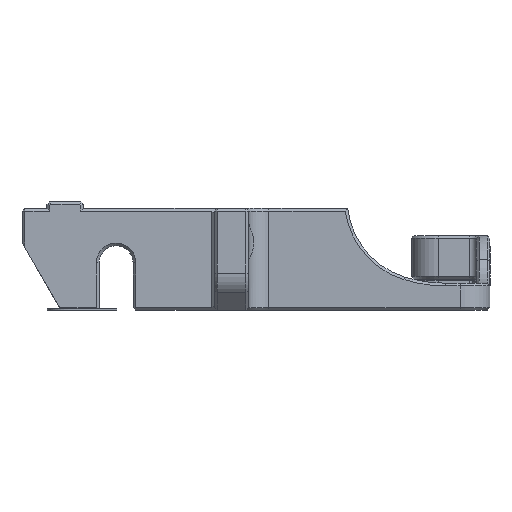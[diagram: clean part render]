
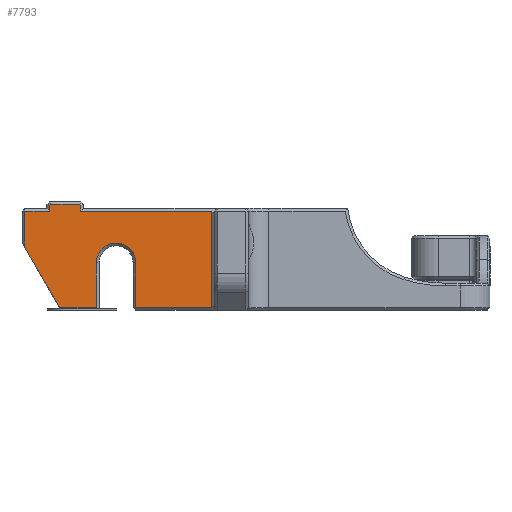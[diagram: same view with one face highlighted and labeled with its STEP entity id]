
A CAD part, left-side view. The second image highlights one B-rep face of the part: STEP entity #7793.
In plain terms, the highlighted face is planar.
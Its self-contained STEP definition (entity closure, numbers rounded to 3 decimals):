
#327=CIRCLE('',#8375,2.9);
#698=FACE_OUTER_BOUND('',#1167,.T.);
#1167=EDGE_LOOP('',(#5847,#5848,#5849,#5850,#5851,#5852,#5853,#5854,#5855,
#5856,#5857,#5858,#5859,#5860,#5861));
#1808=LINE('',#12416,#2651);
#1810=LINE('',#12420,#2653);
#1811=LINE('',#12422,#2654);
#1812=LINE('',#12424,#2655);
#1813=LINE('',#12426,#2656);
#1814=LINE('',#12428,#2657);
#1815=LINE('',#12430,#2658);
#1816=LINE('',#12432,#2659);
#1817=LINE('',#12434,#2660);
#1818=LINE('',#12436,#2661);
#1819=LINE('',#12438,#2662);
#1820=LINE('',#12440,#2663);
#1821=LINE('',#12444,#2664);
#1822=LINE('',#12445,#2665);
#2651=VECTOR('',#9685,10.);
#2653=VECTOR('',#9689,10.);
#2654=VECTOR('',#9690,10.);
#2655=VECTOR('',#9691,10.);
#2656=VECTOR('',#9692,10.);
#2657=VECTOR('',#9693,10.);
#2658=VECTOR('',#9694,10.);
#2659=VECTOR('',#9695,10.);
#2660=VECTOR('',#9696,10.);
#2661=VECTOR('',#9697,10.);
#2662=VECTOR('',#9698,10.);
#2663=VECTOR('',#9699,10.);
#2664=VECTOR('',#9702,10.);
#2665=VECTOR('',#9703,10.);
#3472=VERTEX_POINT('',#12413);
#3473=VERTEX_POINT('',#12415);
#3474=VERTEX_POINT('',#12419);
#3475=VERTEX_POINT('',#12421);
#3476=VERTEX_POINT('',#12423);
#3477=VERTEX_POINT('',#12425);
#3478=VERTEX_POINT('',#12427);
#3479=VERTEX_POINT('',#12429);
#3480=VERTEX_POINT('',#12431);
#3481=VERTEX_POINT('',#12433);
#3482=VERTEX_POINT('',#12435);
#3483=VERTEX_POINT('',#12437);
#3484=VERTEX_POINT('',#12439);
#3485=VERTEX_POINT('',#12441);
#3486=VERTEX_POINT('',#12443);
#4354=EDGE_CURVE('',#3472,#3473,#1808,.T.);
#4356=EDGE_CURVE('',#3474,#3472,#1810,.T.);
#4357=EDGE_CURVE('',#3475,#3474,#1811,.T.);
#4358=EDGE_CURVE('',#3476,#3475,#1812,.T.);
#4359=EDGE_CURVE('',#3477,#3476,#1813,.T.);
#4360=EDGE_CURVE('',#3478,#3477,#1814,.T.);
#4361=EDGE_CURVE('',#3479,#3478,#1815,.T.);
#4362=EDGE_CURVE('',#3480,#3479,#1816,.T.);
#4363=EDGE_CURVE('',#3481,#3480,#1817,.T.);
#4364=EDGE_CURVE('',#3481,#3482,#1818,.T.);
#4365=EDGE_CURVE('',#3483,#3482,#1819,.T.);
#4366=EDGE_CURVE('',#3484,#3483,#1820,.T.);
#4367=EDGE_CURVE('',#3485,#3484,#327,.T.);
#4368=EDGE_CURVE('',#3486,#3485,#1821,.T.);
#4369=EDGE_CURVE('',#3473,#3486,#1822,.T.);
#5847=ORIENTED_EDGE('',*,*,#4354,.F.);
#5848=ORIENTED_EDGE('',*,*,#4356,.F.);
#5849=ORIENTED_EDGE('',*,*,#4357,.F.);
#5850=ORIENTED_EDGE('',*,*,#4358,.F.);
#5851=ORIENTED_EDGE('',*,*,#4359,.F.);
#5852=ORIENTED_EDGE('',*,*,#4360,.F.);
#5853=ORIENTED_EDGE('',*,*,#4361,.F.);
#5854=ORIENTED_EDGE('',*,*,#4362,.F.);
#5855=ORIENTED_EDGE('',*,*,#4363,.F.);
#5856=ORIENTED_EDGE('',*,*,#4364,.T.);
#5857=ORIENTED_EDGE('',*,*,#4365,.F.);
#5858=ORIENTED_EDGE('',*,*,#4366,.F.);
#5859=ORIENTED_EDGE('',*,*,#4367,.F.);
#5860=ORIENTED_EDGE('',*,*,#4368,.F.);
#5861=ORIENTED_EDGE('',*,*,#4369,.F.);
#7411=PLANE('',#8374);
#7793=ADVANCED_FACE('',(#698),#7411,.F.);
#8374=AXIS2_PLACEMENT_3D('',#12418,#9687,#9688);
#8375=AXIS2_PLACEMENT_3D('',#12442,#9700,#9701);
#9685=DIRECTION('',(0.,0.,-1.));
#9687=DIRECTION('center_axis',(-1.,0.,0.));
#9688=DIRECTION('ref_axis',(0.,-1.,0.));
#9689=DIRECTION('',(0.,1.,0.));
#9690=DIRECTION('',(0.,0.,-1.));
#9691=DIRECTION('',(0.,0.707,-0.707));
#9692=DIRECTION('',(0.,1.,0.));
#9693=DIRECTION('',(0.,0.707,0.707));
#9694=DIRECTION('',(0.,0.,1.));
#9695=DIRECTION('',(0.,1.,0.));
#9696=DIRECTION('',(0.,0.,1.));
#9697=DIRECTION('',(0.,0.5,-0.866));
#9698=DIRECTION('',(0.,-1.,0.));
#9699=DIRECTION('',(0.,0.,-1.));
#9700=DIRECTION('center_axis',(1.,0.,0.));
#9701=DIRECTION('ref_axis',(0.,-1.,0.));
#9702=DIRECTION('',(0.,0.,1.));
#9703=DIRECTION('',(0.,-1.,0.));
#12413=CARTESIAN_POINT('',(174.1,-146.41,11.6));
#12415=CARTESIAN_POINT('',(174.1,-146.41,-2.6));
#12416=CARTESIAN_POINT('',(174.1,-146.41,9.));
#12418=CARTESIAN_POINT('Origin',(174.1,-159.985,5.));
#12419=CARTESIAN_POINT('',(174.1,-165.71,11.6));
#12420=CARTESIAN_POINT('',(174.1,-152.998,11.6));
#12421=CARTESIAN_POINT('',(174.1,-165.71,12.434));
#12422=CARTESIAN_POINT('',(174.1,-165.71,8.5));
#12423=CARTESIAN_POINT('',(174.1,-165.876,12.6));
#12424=CARTESIAN_POINT('',(174.1,-162.362,9.086));
#12425=CARTESIAN_POINT('',(174.1,-170.144,12.6));
#12426=CARTESIAN_POINT('',(174.1,-162.848,12.6));
#12427=CARTESIAN_POINT('',(174.1,-170.31,12.434));
#12428=CARTESIAN_POINT('',(174.1,-169.446,13.298));
#12429=CARTESIAN_POINT('',(174.1,-170.31,11.6));
#12430=CARTESIAN_POINT('',(174.1,-170.31,8.8));
#12431=CARTESIAN_POINT('',(174.1,-173.96,11.6));
#12432=CARTESIAN_POINT('',(174.1,-165.348,11.6));
#12433=CARTESIAN_POINT('',(174.1,-173.96,6.307));
#12434=CARTESIAN_POINT('',(174.1,-173.96,8.5));
#12435=CARTESIAN_POINT('',(174.1,-168.817,-2.6));
#12436=CARTESIAN_POINT('',(174.1,-174.36,7.));
#12437=CARTESIAN_POINT('',(174.1,-163.41,-2.6));
#12438=CARTESIAN_POINT('',(174.1,-164.286,-2.6));
#12439=CARTESIAN_POINT('',(174.1,-163.41,4.));
#12440=CARTESIAN_POINT('',(174.1,-163.41,1.2));
#12441=CARTESIAN_POINT('',(174.1,-157.61,4.));
#12442=CARTESIAN_POINT('Origin',(174.1,-160.51,4.));
#12443=CARTESIAN_POINT('',(174.1,-157.61,-2.6));
#12444=CARTESIAN_POINT('',(174.1,-157.61,4.5));
#12445=CARTESIAN_POINT('',(174.1,-142.858,-2.6));
